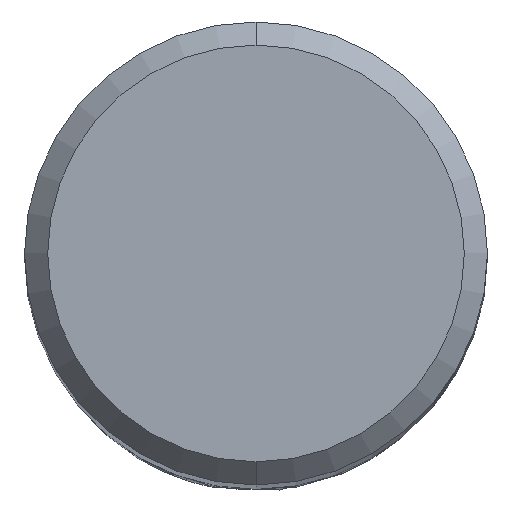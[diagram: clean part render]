
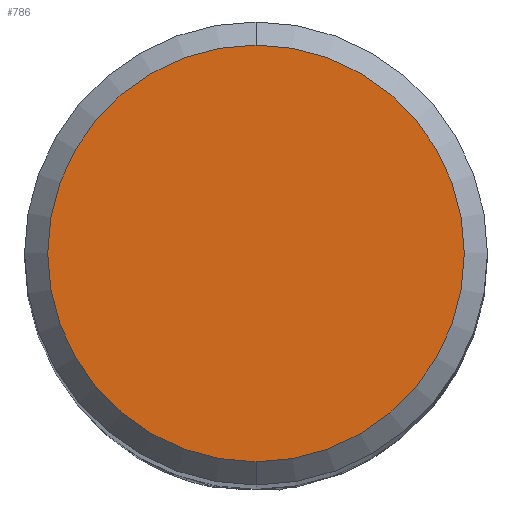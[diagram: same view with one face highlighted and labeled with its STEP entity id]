
A CAD part, top view. The second image highlights one B-rep face of the part: STEP entity #786.
In plain terms, the highlighted planar face has unit normal (0, 0, 1).
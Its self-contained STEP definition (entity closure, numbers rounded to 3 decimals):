
#364=EDGE_CURVE('',#506,#388,#995,.T.);
#388=VERTEX_POINT('',#1022);
#506=VERTEX_POINT('',#1152);
#786=ADVANCED_FACE('',(#1461),#1462,.T.);
#904=EDGE_CURVE('',#388,#506,#1588,.T.);
#995=CIRCLE('',#1903,5.4);
#1022=CARTESIAN_POINT('',(0.,-5.4,0.0));
#1152=CARTESIAN_POINT('',(0.0,5.4,0.0));
#1461=FACE_OUTER_BOUND('',#7349,.T.);
#1462=PLANE('',#7350);
#1588=CIRCLE('',#8128,5.4);
#1903=AXIS2_PLACEMENT_3D('',#9461,#9462,#9463);
#7349=EDGE_LOOP('',(#10011,#10012));
#7350=AXIS2_PLACEMENT_3D('',#10013,#10014,#10015);
#8128=AXIS2_PLACEMENT_3D('',#10097,#10098,#10099);
#9461=CARTESIAN_POINT('',(0.0,0.0,0.0));
#9462=DIRECTION('',(0.0,0.0,-1.0));
#9463=DIRECTION('',(0.0,1.0,0.0));
#10011=ORIENTED_EDGE('',*,*,#364,.F.);
#10012=ORIENTED_EDGE('',*,*,#904,.F.);
#10013=CARTESIAN_POINT('',(0.0,2.7,0.0));
#10014=DIRECTION('',(-0.0,0.0,1.0));
#10015=DIRECTION('',(0.0,-1.0,0.0));
#10097=CARTESIAN_POINT('',(0.0,0.0,0.0));
#10098=DIRECTION('',(0.0,0.0,-1.0));
#10099=DIRECTION('',(0.0,1.0,0.0));
